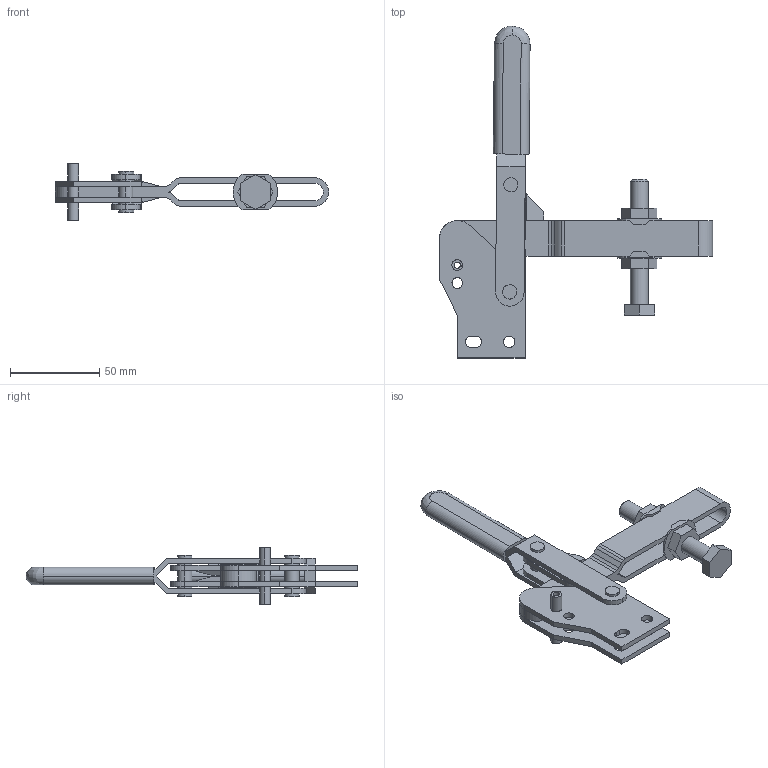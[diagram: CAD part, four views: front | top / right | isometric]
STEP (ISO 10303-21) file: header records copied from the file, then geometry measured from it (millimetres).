
FILE_DESCRIPTION((''),'2;1');
FILE_NAME('MG2U.stp','2006-07-11T16:00:19',('Matthew'),(''),'Autodesk Inventor 8','Autodesk Inventor 8','');
FILE_SCHEMA(('AUTOMOTIVE_DESIGN { 1 0 10303 214 1 1 1 1 }'));
Length unit declared in the file: millimetre
Products named in the file (7): MG2U; MG2U1; MG2U2; MG2U3; MG2U4; MG2U5; MG2U6
Assembly tree (6 placements, depth 2):
  MG2U
    MG2U1
    MG2U2
    MG2U3
    MG2U4
    MG2U5
    MG2U6
Bounding box: 153 x 186 x 32 mm (x, y, z)
Volume: 71898.3 mm3; surface area: 46680.5 mm2
Topology: 9 solids, 9 shells, 238 faces, 626 edges, 412 vertices
Faces by surface type: plane 97, cylinder 94, bspline 45, cone 2
Entity records: 7974 total; most frequent: CARTESIAN_POINT 1758, DIRECTION 1273, ORIENTED_EDGE 1252, EDGE_CURVE 626, AXIS2_PLACEMENT_3D 441, VERTEX_POINT 412, VECTOR 391, LINE 391
